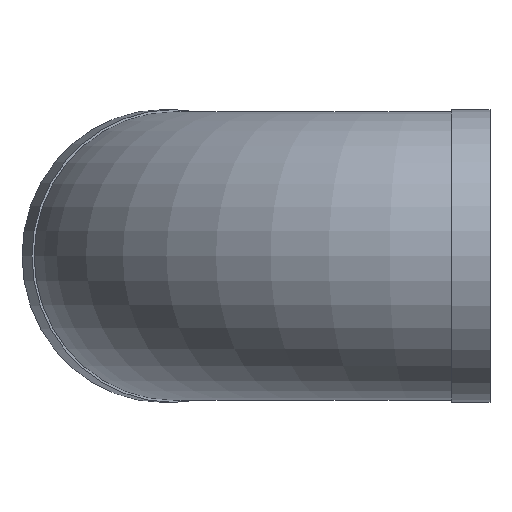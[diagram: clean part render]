
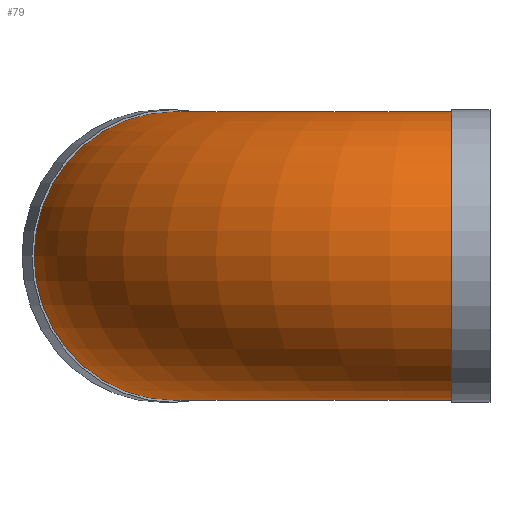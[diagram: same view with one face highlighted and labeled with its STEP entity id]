
A CAD part, left-side view. The second image highlights one B-rep face of the part: STEP entity #79.
In plain terms, the highlighted toroidal (fillet/blend) face has major radius 400 mm and minor radius 200 mm.
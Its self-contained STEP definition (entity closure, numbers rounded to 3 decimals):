
#79 = ADVANCED_FACE( '', ( #154, #155 ), #156, .T. );
#154 = FACE_OUTER_BOUND( '', #216, .T. );
#155 = FACE_OUTER_BOUND( '', #217, .T. );
#156 = TOROIDAL_SURFACE( '', #218, 400., 200. );
#216 = EDGE_LOOP( '', ( #286 ) );
#217 = EDGE_LOOP( '', ( #287 ) );
#218 = AXIS2_PLACEMENT_3D( '', #288, #289, #290 );
#286 = ORIENTED_EDGE( '', *, *, #312, .T. );
#287 = ORIENTED_EDGE( '', *, *, #306, .F. );
#288 = CARTESIAN_POINT( '', ( 400., 53.2, 0. ) );
#289 = DIRECTION( '', ( 0., 0., -1. ) );
#290 = DIRECTION( '', ( -1., 0., 0. ) );
#306 = EDGE_CURVE( '', #335, #335, #336, .T. );
#312 = EDGE_CURVE( '', #344, #344, #345, .T. );
#335 = VERTEX_POINT( '', #371 );
#336 = CIRCLE( '', #372, 200. );
#344 = VERTEX_POINT( '', #380 );
#345 = CIRCLE( '', #381, 200. );
#371 = CARTESIAN_POINT( '', ( 348.236, 246.385, 0. ) );
#372 = AXIS2_PLACEMENT_3D( '', #409, #410, #411 );
#380 = CARTESIAN_POINT( '', ( 200., 53.2, 0. ) );
#381 = AXIS2_PLACEMENT_3D( '', #418, #419, #420 );
#409 = CARTESIAN_POINT( '', ( 296.472, 439.57, 0. ) );
#410 = DIRECTION( '', ( 0.966, 0.259, 0. ) );
#411 = DIRECTION( '', ( 0.259, -0.966, 0. ) );
#418 = CARTESIAN_POINT( '', ( 0., 53.2, 0. ) );
#419 = DIRECTION( '', ( 0., 1., 0. ) );
#420 = DIRECTION( '', ( 1., 0., 0. ) );
